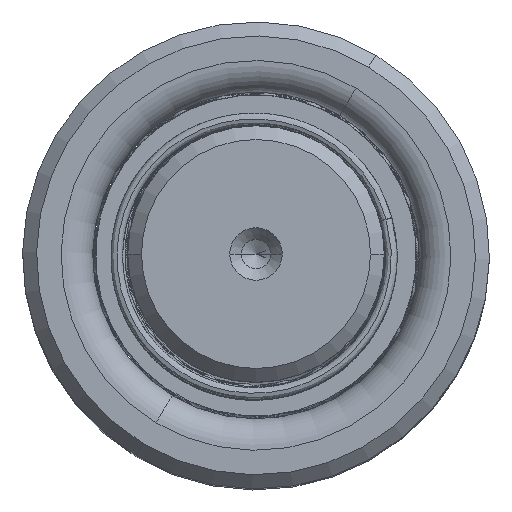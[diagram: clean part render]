
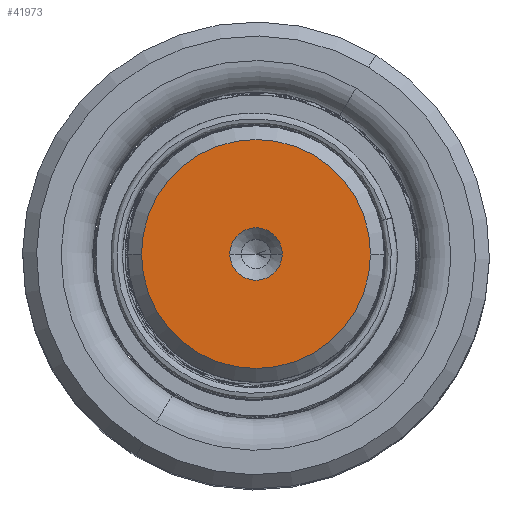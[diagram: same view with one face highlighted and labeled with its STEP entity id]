
A CAD part, top view. The second image highlights one B-rep face of the part: STEP entity #41973.
In plain terms, the highlighted planar face has unit normal (0, 0, 1).
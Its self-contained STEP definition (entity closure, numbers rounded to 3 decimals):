
#209 = CIRCLE ( 'NONE', #49954, 9.809 ) ;
#1133 = EDGE_CURVE ( 'NONE', #19044, #14462, #29298, .T. ) ;
#2029 = ORIENTED_EDGE ( 'NONE', *, *, #1133, .F. ) ;
#3527 = CARTESIAN_POINT ( 'NONE',  ( 0., 0., 130. ) ) ;
#3616 = AXIS2_PLACEMENT_3D ( 'NONE', #20029, #37091, #15849 ) ;
#4934 = DIRECTION ( 'NONE',  ( 1., 0., 0. ) ) ;
#6374 = EDGE_CURVE ( 'NONE', #41909, #14451, #209, .T. ) ;
#8753 = CARTESIAN_POINT ( 'NONE',  ( 0., 0., 130. ) ) ;
#13033 = AXIS2_PLACEMENT_3D ( 'NONE', #3527, #55575, #47575 ) ;
#14451 = VERTEX_POINT ( 'NONE', #54760 ) ;
#14462 = VERTEX_POINT ( 'NONE', #28725 ) ;
#15233 = FACE_OUTER_BOUND ( 'NONE', #34921, .T. ) ;
#15618 = EDGE_CURVE ( 'NONE', #14451, #41909, #48821, .T. ) ;
#15849 = DIRECTION ( 'NONE',  ( 1., 0., 0. ) ) ;
#15866 = EDGE_LOOP ( 'NONE', ( #2029, #36195 ) ) ;
#16871 = AXIS2_PLACEMENT_3D ( 'NONE', #8753, #26791, #4934 ) ;
#17882 = ORIENTED_EDGE ( 'NONE', *, *, #15618, .T. ) ;
#19044 = VERTEX_POINT ( 'NONE', #38912 ) ;
#19582 = DIRECTION ( 'NONE',  ( 1., 0., 0. ) ) ;
#20029 = CARTESIAN_POINT ( 'NONE',  ( 0., 0., 130. ) ) ;
#20718 = CARTESIAN_POINT ( 'NONE',  ( -9.809, 0., 130. ) ) ;
#21468 = CARTESIAN_POINT ( 'NONE',  ( 0., 0., 130. ) ) ;
#23008 = AXIS2_PLACEMENT_3D ( 'NONE', #23936, #46125, #19582 ) ;
#23936 = CARTESIAN_POINT ( 'NONE',  ( 0., 0., 130. ) ) ;
#25855 = DIRECTION ( 'NONE',  ( 1., 0., 0. ) ) ;
#26791 = DIRECTION ( 'NONE',  ( 0., 0., 1. ) ) ;
#28725 = CARTESIAN_POINT ( 'NONE',  ( -2.25, 0., 130. ) ) ;
#29298 = CIRCLE ( 'NONE', #3616, 2.25 ) ;
#30956 = PLANE ( 'NONE',  #16871 ) ;
#31838 = EDGE_CURVE ( 'NONE', #14462, #19044, #52302, .T. ) ;
#34921 = EDGE_LOOP ( 'NONE', ( #49368, #17882 ) ) ;
#36195 = ORIENTED_EDGE ( 'NONE', *, *, #31838, .F. ) ;
#37091 = DIRECTION ( 'NONE',  ( 0., 0., 1. ) ) ;
#38912 = CARTESIAN_POINT ( 'NONE',  ( 2.25, 0., 130. ) ) ;
#41909 = VERTEX_POINT ( 'NONE', #20718 ) ;
#41973 = ADVANCED_FACE ( 'NONE', ( #47155, #15233 ), #30956, .T. ) ;
#44039 = DIRECTION ( 'NONE',  ( 0., 0., 1. ) ) ;
#46125 = DIRECTION ( 'NONE',  ( 0., 0., 1. ) ) ;
#47155 = FACE_BOUND ( 'NONE', #15866, .T. ) ;
#47575 = DIRECTION ( 'NONE',  ( 1., 0., 0. ) ) ;
#48821 = CIRCLE ( 'NONE', #23008, 9.809 ) ;
#49368 = ORIENTED_EDGE ( 'NONE', *, *, #6374, .T. ) ;
#49954 = AXIS2_PLACEMENT_3D ( 'NONE', #21468, #44039, #25855 ) ;
#52302 = CIRCLE ( 'NONE', #13033, 2.25 ) ;
#54760 = CARTESIAN_POINT ( 'NONE',  ( 9.809, 0., 130. ) ) ;
#55575 = DIRECTION ( 'NONE',  ( 0., 0., 1. ) ) ;
